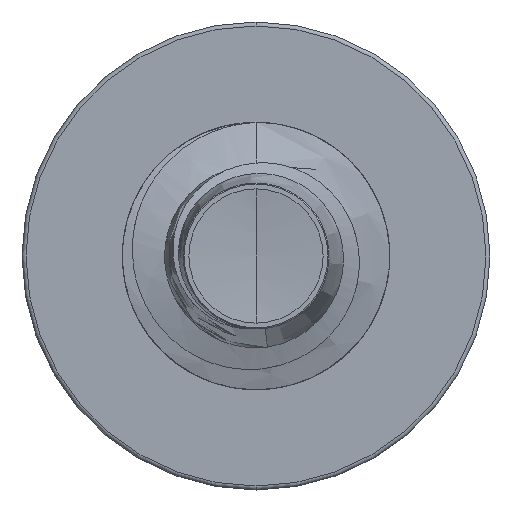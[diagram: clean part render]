
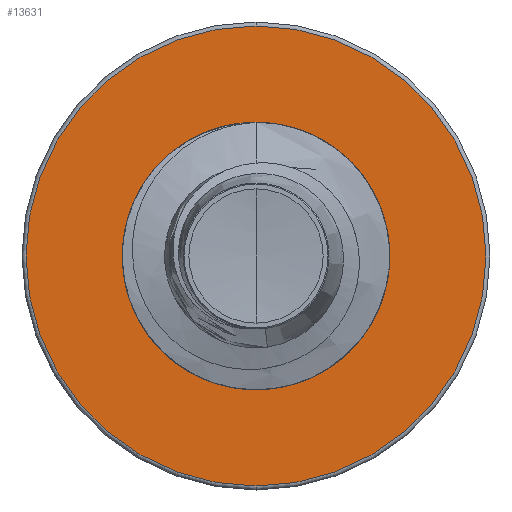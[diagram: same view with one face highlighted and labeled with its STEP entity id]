
A CAD part, front view. The second image highlights one B-rep face of the part: STEP entity #13631.
In plain terms, the highlighted planar face has unit normal (0, -1, 0).
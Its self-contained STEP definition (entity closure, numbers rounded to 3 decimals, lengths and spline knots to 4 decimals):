
#118 = CARTESIAN_POINT ( 'NONE',  ( 0., 20., 0. ) ) ;
#1033 = EDGE_CURVE ( 'NONE', #7757, #11067, #15851, .T. ) ;
#1256 = DIRECTION ( 'NONE',  ( 0., 0., 1. ) ) ;
#1338 = CARTESIAN_POINT ( 'NONE',  ( 0., 20., -1.9888 ) ) ;
#1378 = PLANE ( 'NONE',  #8769 ) ;
#1640 = DIRECTION ( 'NONE',  ( 0., 1., 0. ) ) ;
#2098 = AXIS2_PLACEMENT_3D ( 'NONE', #118, #16733, #2933 ) ;
#2679 = CIRCLE ( 'NONE', #6867, 3.44 ) ;
#2933 = DIRECTION ( 'NONE',  ( 0., 0., 1. ) ) ;
#3624 = CARTESIAN_POINT ( 'NONE',  ( 0., 20., 0. ) ) ;
#3945 = FACE_OUTER_BOUND ( 'NONE', #26307, .T. ) ;
#4031 = DIRECTION ( 'NONE',  ( 0., 1., 0. ) ) ;
#4182 = ORIENTED_EDGE ( 'NONE', *, *, #27500, .T. ) ;
#6172 = DIRECTION ( 'NONE',  ( 0., 0., 1. ) ) ;
#6386 = CARTESIAN_POINT ( 'NONE',  ( 0., 20., -1.9888 ) ) ;
#6867 = AXIS2_PLACEMENT_3D ( 'NONE', #3624, #19265, #6172 ) ;
#7757 = VERTEX_POINT ( 'NONE', #16545 ) ;
#8769 = AXIS2_PLACEMENT_3D ( 'NONE', #1338, #1640, #1256 ) ;
#9597 = AXIS2_PLACEMENT_3D ( 'NONE', #17593, #4031, #19586 ) ;
#11067 = VERTEX_POINT ( 'NONE', #6386 ) ;
#13631 = ADVANCED_FACE ( 'NONE', ( #3945, #21426 ), #1378, .F. ) ;
#15691 = ORIENTED_EDGE ( 'NONE', *, *, #20131, .F. ) ;
#15851 = CIRCLE ( 'NONE', #19550, 1.9888 ) ;
#16545 = CARTESIAN_POINT ( 'NONE',  ( 0., 20., 1.9888 ) ) ;
#16733 = DIRECTION ( 'NONE',  ( 0., 1., 0. ) ) ;
#17554 = ORIENTED_EDGE ( 'NONE', *, *, #1033, .T. ) ;
#17593 = CARTESIAN_POINT ( 'NONE',  ( 0., 20., 0. ) ) ;
#19265 = DIRECTION ( 'NONE',  ( 0., 1., 0. ) ) ;
#19550 = AXIS2_PLACEMENT_3D ( 'NONE', #27728, #21469, #21659 ) ;
#19586 = DIRECTION ( 'NONE',  ( 0., 0., 1. ) ) ;
#20131 = EDGE_CURVE ( 'NONE', #20299, #24157, #2679, .T. ) ;
#20299 = VERTEX_POINT ( 'NONE', #23737 ) ;
#21008 = ORIENTED_EDGE ( 'NONE', *, *, #22523, .F. ) ;
#21426 = FACE_BOUND ( 'NONE', #27681, .T. ) ;
#21469 = DIRECTION ( 'NONE',  ( 0., 1., 0. ) ) ;
#21659 = DIRECTION ( 'NONE',  ( 0., 0., 1. ) ) ;
#22523 = EDGE_CURVE ( 'NONE', #24157, #20299, #27015, .T. ) ;
#23737 = CARTESIAN_POINT ( 'NONE',  ( 0., 20., 3.44 ) ) ;
#23800 = CIRCLE ( 'NONE', #9597, 1.9888 ) ;
#24157 = VERTEX_POINT ( 'NONE', #25957 ) ;
#25957 = CARTESIAN_POINT ( 'NONE',  ( 0., 20., -3.44 ) ) ;
#26307 = EDGE_LOOP ( 'NONE', ( #15691, #21008 ) ) ;
#27015 = CIRCLE ( 'NONE', #2098, 3.44 ) ;
#27500 = EDGE_CURVE ( 'NONE', #11067, #7757, #23800, .T. ) ;
#27681 = EDGE_LOOP ( 'NONE', ( #17554, #4182 ) ) ;
#27728 = CARTESIAN_POINT ( 'NONE',  ( 0., 20., 0. ) ) ;
